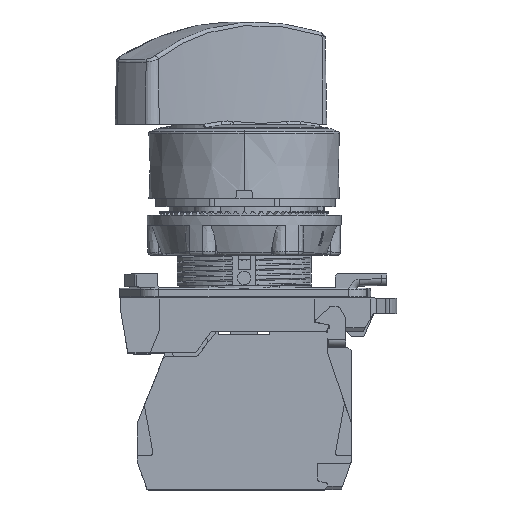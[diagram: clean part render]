
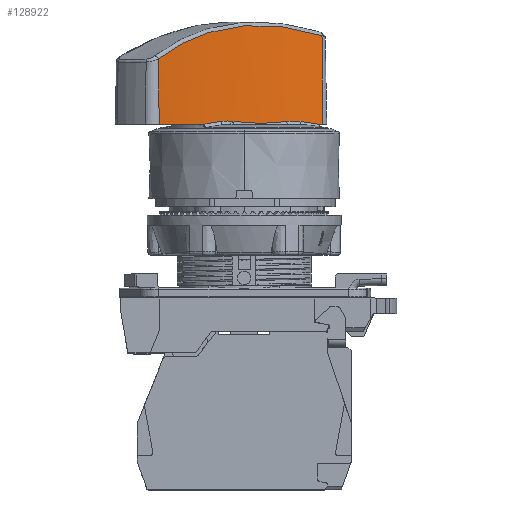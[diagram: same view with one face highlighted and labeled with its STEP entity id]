
A CAD part, top view. The second image highlights one B-rep face of the part: STEP entity #128922.
In plain terms, the highlighted conical face has half-angle 1 degrees and reference radius 151.993 mm.
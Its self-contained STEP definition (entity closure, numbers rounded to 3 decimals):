
#100113=CARTESIAN_POINT('',(-10.86,29.7,-6.032));
#100115=CARTESIAN_POINT('',(-113.147,29.7,106.217));
#100116=DIRECTION('',(0.,-1.,0.));
#100117=DIRECTION('',(0.78,0.,-0.626));
#100118=AXIS2_PLACEMENT_3D('',#100115,#100116,#100117);
#100175=CARTESIAN_POINT('',(-113.147,29.7,106.217));
#100176=DIRECTION('',(0.,-1.,0.));
#100177=DIRECTION('',(0.622,0.,-0.783));
#100178=AXIS2_PLACEMENT_3D('',#100175,#100176,#100177);
#100190=CARTESIAN_POINT('',(5.335,29.7,11.219));
#100214=CARTESIAN_POINT('',(5.335,29.69,
11.219));
#100417=CARTESIAN_POINT('',(-10.86,29.69,
-6.032));
#100426=CARTESIAN_POINT('',(2.982,30.143,
8.344));
#100427=CARTESIAN_POINT('',(3.206,30.113,
8.611));
#100428=CARTESIAN_POINT('',(3.642,30.047,
9.134));
#100429=CARTESIAN_POINT('',(4.25,29.936,
9.873));
#100430=CARTESIAN_POINT('',(4.836,29.812,
10.595));
#100431=CARTESIAN_POINT('',(5.175,29.731,
11.018));
#100432=CARTESIAN_POINT('',(5.335,29.69,
11.219));
#100434=CARTESIAN_POINT('',(1.277,30.111,
6.358));
#100435=CARTESIAN_POINT('',(1.444,30.137,
6.548));
#100436=CARTESIAN_POINT('',(1.793,30.18,
6.949));
#100437=CARTESIAN_POINT('',(2.361,30.201,
7.609));
#100438=CARTESIAN_POINT('',(2.77,30.172,
8.092));
#100439=CARTESIAN_POINT('',(2.982,30.143,
8.344));
#100441=CARTESIAN_POINT('',(-6.264,30.111,
-1.676));
#100442=CARTESIAN_POINT('',(-6.056,30.08,
-1.468));
#100443=CARTESIAN_POINT('',(-5.661,30.027,
-1.074));
#100444=CARTESIAN_POINT('',(-5.14,29.968,
-0.548));
#100445=CARTESIAN_POINT('',(-4.68,29.924,
-0.079));
#100446=CARTESIAN_POINT('',(-4.272,29.892,
0.339));
#100447=CARTESIAN_POINT('',(-3.91,29.868,
0.714));
#100448=CARTESIAN_POINT('',(-3.587,29.852,
1.05));
#100449=CARTESIAN_POINT('',(-3.296,29.84,
1.354));
#100450=CARTESIAN_POINT('',(-3.039,29.833,
1.625));
#100451=CARTESIAN_POINT('',(-2.813,29.828,
1.863));
#100452=CARTESIAN_POINT('',(-2.6,29.826,
2.089));
#100453=CARTESIAN_POINT('',(-2.384,29.825,
2.319));
#100454=CARTESIAN_POINT('',(-2.164,29.827,
2.554));
#100455=CARTESIAN_POINT('',(-1.941,29.83,
2.793));
#100456=CARTESIAN_POINT('',(-1.727,29.835,
3.023));
#100457=CARTESIAN_POINT('',(-1.526,29.842,
3.241));
#100458=CARTESIAN_POINT('',(-1.295,29.851,
3.491));
#100459=CARTESIAN_POINT('',(-1.043,29.864,
3.766));
#100460=CARTESIAN_POINT('',(-0.765,29.881,
4.071));
#100461=CARTESIAN_POINT('',(-0.446,29.905,
4.422));
#100462=CARTESIAN_POINT('',(-0.119,29.934,
4.784));
#100463=CARTESIAN_POINT('',(0.229,29.969,
5.173));
#100464=CARTESIAN_POINT('',(0.589,30.012,
5.576));
#100465=CARTESIAN_POINT('',(0.946,30.06,
5.981));
#100466=CARTESIAN_POINT('',(1.169,30.093,
6.234));
#100467=CARTESIAN_POINT('',(1.277,30.111,
6.358));
#100469=CARTESIAN_POINT('',(-8.139,30.143,
-3.502));
#100470=CARTESIAN_POINT('',(-7.901,30.172,
-3.275));
#100471=CARTESIAN_POINT('',(-7.445,30.201,
-2.836));
#100472=CARTESIAN_POINT('',(-6.822,30.18,
-2.228));
#100473=CARTESIAN_POINT('',(-6.444,30.137,
-1.855));
#100474=CARTESIAN_POINT('',(-6.264,30.111,
-1.676));
#100476=CARTESIAN_POINT('',(-10.86,29.69,
-6.032));
#100477=CARTESIAN_POINT('',(-10.659,29.733,
-5.851));
#100478=CARTESIAN_POINT('',(-10.261,29.813,
-5.488));
#100479=CARTESIAN_POINT('',(-9.652,29.924,
-4.926));
#100480=CARTESIAN_POINT('',(-9.09,30.015,
-4.403));
#100481=CARTESIAN_POINT('',(-8.579,30.088,
-3.921));
#100482=CARTESIAN_POINT('',(-8.279,30.126,
-3.636));
#100483=CARTESIAN_POINT('',(-8.139,30.143,
-3.502));
#100485=DIRECTION('',(-0.009,-1.,0.016));
#100486=VECTOR('',#100485,0.01);
#100487=CARTESIAN_POINT('',(-10.86,29.7,-6.032));
#100488=LINE('',#100487,#100486);
#100489=DIRECTION('',(-0.011,-1.,0.014));
#100490=VECTOR('',#100489,9.75);
#100491=CARTESIAN_POINT('',(-18.6,39.448,
-12.843));
#100492=LINE('',#100491,#100490);
#100493=CARTESIAN_POINT('',(5.961,42.973,
11.632));
#100494=CARTESIAN_POINT('',(5.065,43.333,
10.493));
#100495=CARTESIAN_POINT('',(3.229,43.927,
8.231));
#100496=CARTESIAN_POINT('',(0.335,44.439,
4.88));
#100497=CARTESIAN_POINT('',(-2.661,44.567,
1.618));
#100498=CARTESIAN_POINT('',(-5.755,44.314,
-1.55));
#100499=CARTESIAN_POINT('',(-8.922,43.678,
-4.599));
#100500=CARTESIAN_POINT('',(-12.134,42.664,
-7.51));
#100501=CARTESIAN_POINT('',(-15.378,41.269,
-10.278));
#100502=CARTESIAN_POINT('',(-17.528,40.097,
-12.005));
#100503=CARTESIAN_POINT('',(-18.6,39.448,
-12.843));
#100505=DIRECTION('',(0.017,1.,-0.008));
#100506=VECTOR('',#100505,0.01);
#100507=CARTESIAN_POINT('',(5.335,29.69,
11.219));
#100508=LINE('',#100507,#100506);
#102560=DIRECTION('',(-0.014,-1.,0.011));
#102561=VECTOR('',#102560,13.275);
#102562=CARTESIAN_POINT('',(5.961,42.973,
11.632));
#102563=LINE('',#102562,#102561);
#118124=VERTEX_POINT('',#100113);
#118125=VERTEX_POINT('',#100190);
#118205=VERTEX_POINT('',#100493);
#118206=VERTEX_POINT('',#100503);
#118221=VERTEX_POINT('',#100434);
#118222=VERTEX_POINT('',#100439);
#118223=VERTEX_POINT('',#100441);
#118224=VERTEX_POINT('',#100469);
#118226=VERTEX_POINT('',#100214);
#118227=VERTEX_POINT('',#100417);
#118255=CARTESIAN_POINT('',(-18.706,29.7,-12.709));
#118256=VERTEX_POINT('',#118255);
#118257=CARTESIAN_POINT('',(5.78,29.7,11.776));
#118258=VERTEX_POINT('',#118257);
#128898=CARTESIAN_POINT('',(-113.147,37.1,
106.217));
#128899=DIRECTION('',(0.,1.,0.));
#128900=DIRECTION('',(0.707,0.,-0.707));
#128901=AXIS2_PLACEMENT_3D('',#128898,#128899,#128900);
#128902=CONICAL_SURFACE('',#128901,151.993,1.);
#128903=ORIENTED_EDGE('',*,*,#128385,.F.);
#128905=ORIENTED_EDGE('',*,*,#128904,.F.);
#128907=ORIENTED_EDGE('',*,*,#128906,.F.);
#128908=ORIENTED_EDGE('',*,*,#128836,.F.);
#128909=ORIENTED_EDGE('',*,*,#128884,.F.);
#128910=ORIENTED_EDGE('',*,*,#128178,.F.);
#128911=ORIENTED_EDGE('',*,*,#128246,.F.);
#128913=ORIENTED_EDGE('',*,*,#128912,.F.);
#128915=ORIENTED_EDGE('',*,*,#128914,.F.);
#128917=ORIENTED_EDGE('',*,*,#128916,.T.);
#128918=ORIENTED_EDGE('',*,*,#128200,.F.);
#128919=ORIENTED_EDGE('',*,*,#128287,.F.);
#128920=EDGE_LOOP('',(#128903,#128905,#128907,#128908,#128909,#128910,#128911,
#128913,#128915,#128917,#128918,#128919));
#128921=FACE_OUTER_BOUND('',#128920,.F.);
#100119=CIRCLE('',#100118,151.864);
#100179=CIRCLE('',#100178,151.864);
#100433=B_SPLINE_CURVE_WITH_KNOTS('',3,(#100426,#100427,#100428,#100429,#100430,
#100431,#100432),.UNSPECIFIED.,.F.,.F.,(4,1,1,1,4),(0.,0.25,0.5,0.75,
1.),.UNSPECIFIED.);
#100440=B_SPLINE_CURVE_WITH_KNOTS('',3,(#100434,#100435,#100436,#100437,#100438,
#100439),.UNSPECIFIED.,.F.,.F.,(4,1,1,4),(0.,0.333,
0.667,1.),.UNSPECIFIED.);
#100468=B_SPLINE_CURVE_WITH_KNOTS('',3,(#100441,#100442,#100443,#100444,#100445,
#100446,#100447,#100448,#100449,#100450,#100451,#100452,#100453,#100454,#100455,
#100456,#100457,#100458,#100459,#100460,#100461,#100462,#100463,#100464,#100465,
#100466,#100467),.UNSPECIFIED.,.F.,.F.,(4,1,1,1,1,1,1,1,1,1,1,1,1,1,1,1,1,1,1,1,
1,1,1,1,4),(0.,0.042,0.083,0.125,0.167,
0.208,0.25,0.292,0.333,0.375,
0.417,0.458,0.5,0.542,0.583,
0.625,0.667,0.708,0.75,0.792,
0.833,0.875,0.917,0.958,1.),
.UNSPECIFIED.);
#100475=B_SPLINE_CURVE_WITH_KNOTS('',3,(#100469,#100470,#100471,#100472,#100473,
#100474),.UNSPECIFIED.,.F.,.F.,(4,1,1,4),(0.,0.333,
0.667,1.),.UNSPECIFIED.);
#100484=B_SPLINE_CURVE_WITH_KNOTS('',3,(#100476,#100477,#100478,#100479,#100480,
#100481,#100482,#100483),.UNSPECIFIED.,.F.,.F.,(4,1,1,1,1,4),(0.,0.2,0.4,
0.6,0.8,1.),.UNSPECIFIED.);
#100504=B_SPLINE_CURVE_WITH_KNOTS('',3,(#100493,#100494,#100495,#100496,#100497,
#100498,#100499,#100500,#100501,#100502,#100503),.UNSPECIFIED.,.F.,.F.,(4,1,1,1,
1,1,1,1,4),(0.,0.125,0.25,0.375,0.5,0.625,0.75,0.875,1.),
.UNSPECIFIED.);
#128178=EDGE_CURVE('',#118124,#118227,#100488,.T.);
#128200=EDGE_CURVE('',#118125,#118258,#100119,.T.);
#128246=EDGE_CURVE('',#118256,#118124,#100179,.T.);
#128287=EDGE_CURVE('',#118226,#118125,#100508,.T.);
#128385=EDGE_CURVE('',#118222,#118226,#100433,.T.);
#128836=EDGE_CURVE('',#118224,#118223,#100475,.T.);
#128884=EDGE_CURVE('',#118227,#118224,#100484,.T.);
#128904=EDGE_CURVE('',#118221,#118222,#100440,.T.);
#128906=EDGE_CURVE('',#118223,#118221,#100468,.T.);
#128912=EDGE_CURVE('',#118206,#118256,#100492,.T.);
#128914=EDGE_CURVE('',#118205,#118206,#100504,.T.);
#128916=EDGE_CURVE('',#118205,#118258,#102563,.T.);
#128922=ADVANCED_FACE('',(#128921),#128902,.F.);
